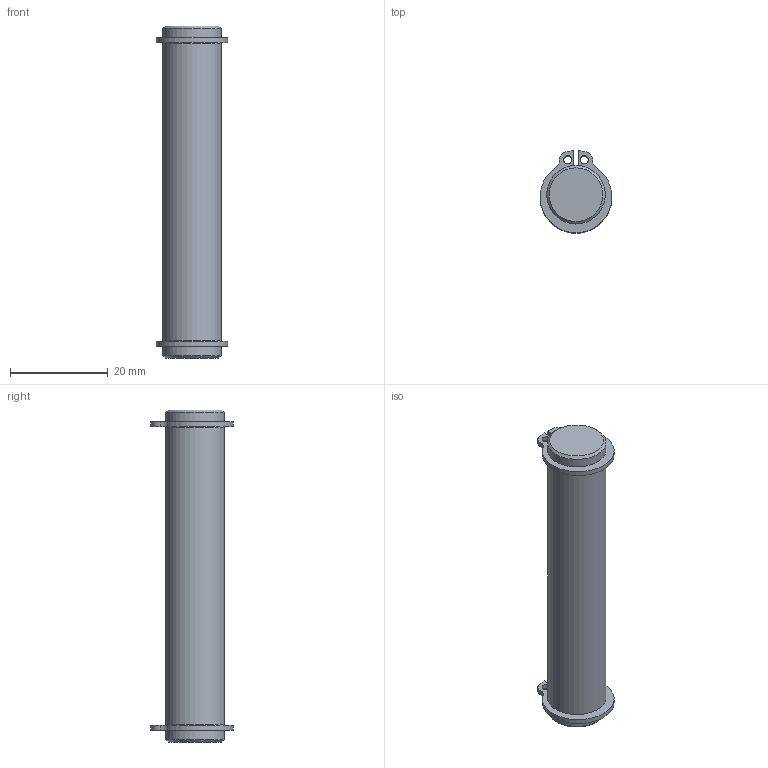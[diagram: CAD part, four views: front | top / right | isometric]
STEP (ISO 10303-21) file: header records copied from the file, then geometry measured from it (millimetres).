
FILE_DESCRIPTION(/* description */ (''),/* implementation_level */ '2;1');
FILE_NAME(/* name */ 'ff_50.stp',/* time_stamp */ '2017-03-24T08:55:56+01:00',/* author */ ('hamoud'),/* organization */ (''),/* preprocessor_version */ 'ST-DEVELOPER v15.6',/* originating_system */ 'Autodesk Inventor LT ',/* authorisation */ '');
FILE_SCHEMA (('AUTOMOTIVE_DESIGN { 1 0 10303 214 3 1 1 }'));
Length unit declared in the file: millimetre
Products named in the file (1): ff_50
Bounding box: 14.69 x 16.83 x 68 mm (x, y, z)
Volume: 7807.3 mm3; surface area: 3295.5 mm2
Topology: 3 solids, 3 shells, 41 faces, 91 edges, 60 vertices
Faces by surface type: cylinder 25, plane 14, cone 2
Full cylindrical faces by diameter (mm): 1.7 x4, 11.5 x2, 12 x3
Entity records: 1158 total; most frequent: DIRECTION 216, CARTESIAN_POINT 182, ORIENTED_EDGE 160, AXIS2_PLACEMENT_3D 94, EDGE_CURVE 80, EDGE_LOOP 64, VERTEX_POINT 60, CIRCLE 52
